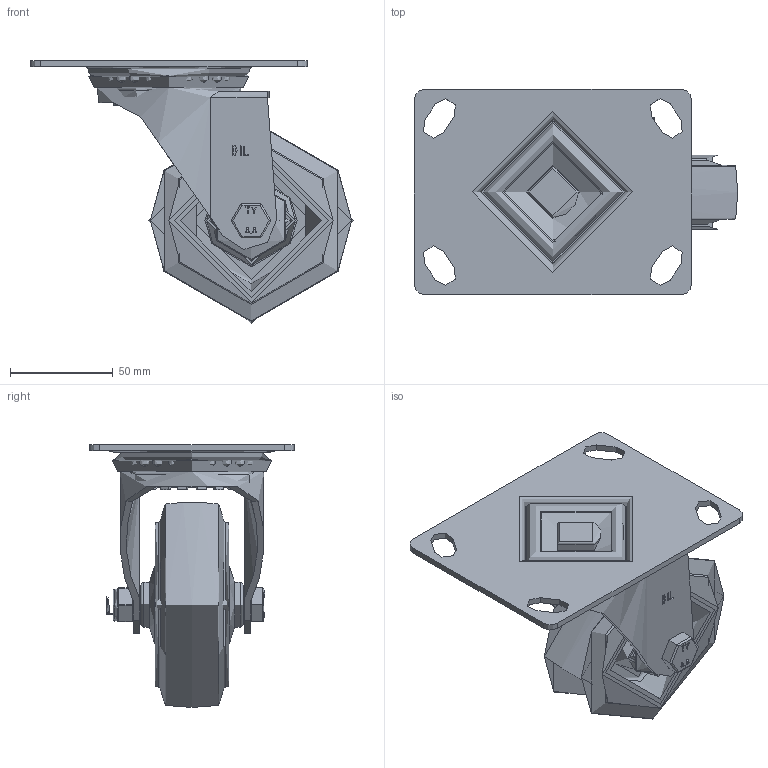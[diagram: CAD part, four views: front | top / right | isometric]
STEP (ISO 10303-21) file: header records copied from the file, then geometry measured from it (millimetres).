
FILE_DESCRIPTION(/* description */ (''),/* implementation_level */ '2;1');
FILE_NAME(/* name */ 'BZEH100SRNBJLP.step',/* time_stamp */ '2025-05-02T15:31:20+01:00',/* author */ (''),/* organization */ (''),/* preprocessor_version */ 'ST-DEVELOPER v20.1',/* originating_system */ 'Autodesk Translation Framework v14.4.0.0',/* authorisation */ '');
FILE_SCHEMA (('AUTOMOTIVE_DESIGN { 1 0 10303 214 3 1 1 }'));
Length unit declared in the file: millimetre
Products named in the file (29): BZEH100SRNBJLP; BZEH100ASLP v1; ZINC PLATED, PRESSED STEEL TOP PLATE; ZINC PLATED, PRESSED STEEL TOP PLATE Geometry; Pattern; Component2; ZINC PLATED, PRESSED STEEL FORKS; BEARING SEAL; BZH100WSRNBJM10 v1; BZMM100WSRNBJ; 65 SHORE A ELASTIC RUBBER TYRE; NYLON RIM; BEARING 6202; METAL; METAL2; Pattern (1); Component1; MIDDLE; RUBBER; RUBBER2; HUBCAPM10X49RN; HUBCAPM10X49RN (1); HUB CAP; HEXBOLTM10X70Z8.8 v2; GRADE 8.8 THREADED ZINC PLATED BOLT; NYLOCM10Z v1; NYLOC NUT; RUBBER (1); NUT
Assembly tree (55 placements, depth 6):
  BZEH100SRNBJLP
    BZEH100ASLP v1
      ZINC PLATED, PRESSED STEEL TOP PLATE
        ZINC PLATED, PRESSED STEEL TOP PLATE Geometry
        Pattern
          Component2  x20
      ZINC PLATED, PRESSED STEEL FORKS
      BEARING SEAL
    BZH100WSRNBJM10 v1
      BZMM100WSRNBJ
        65 SHORE A ELASTIC RUBBER TYRE
        NYLON RIM
        BEARING 6202
          METAL
          METAL2
          Pattern (1)
            Component1  x8
          MIDDLE
          RUBBER
          RUBBER2
      HUBCAPM10X49RN
        HUB CAP
      HUBCAPM10X49RN (1)
        HUB CAP
    HEXBOLTM10X70Z8.8 v2
      GRADE 8.8 THREADED ZINC PLATED BOLT
    NYLOCM10Z v1
      NYLOC NUT
        RUBBER (1)
        NUT
Bounding box: 157.5 x 100 x 128 mm (x, y, z)
Volume: 289056.2 mm3; surface area: 146773.4 mm2
Topology: 43 solids, 43 shells, 873 faces, 2149 edges, 1396 vertices
Faces by surface type: plane 385, bspline 193, cylinder 170, sphere 56, torus 48, cone 21
Full cylindrical faces by diameter (mm): 8.141 x18, 9.85 x19, 10 x3, 10.2 x4, 12 x2, 14.9 x2, 15 x1, 16 x2, 18 x1, 19 x2, 20 x4, 21 x1, 22 x2, 22.5 x2, 23 x2, 25 x2, 26 x2, 28 x2, 30 x5, 30.5 x2, 31 x4, 32 x1, 33 x2, 35 x4, 37 x2, 38.5 x2, 40 x2, 43 x2, 54 x1, 64 x1
Entity records: 35309 total; most frequent: CARTESIAN_POINT 15891, ORIENTED_EDGE 4032, DIRECTION 3470, EDGE_CURVE 2016, VERTEX_POINT 1321, AXIS2_PLACEMENT_3D 1280, EDGE_LOOP 979, LINE 910
